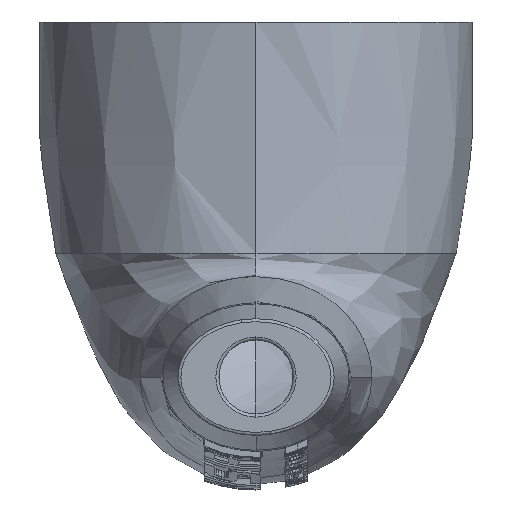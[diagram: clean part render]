
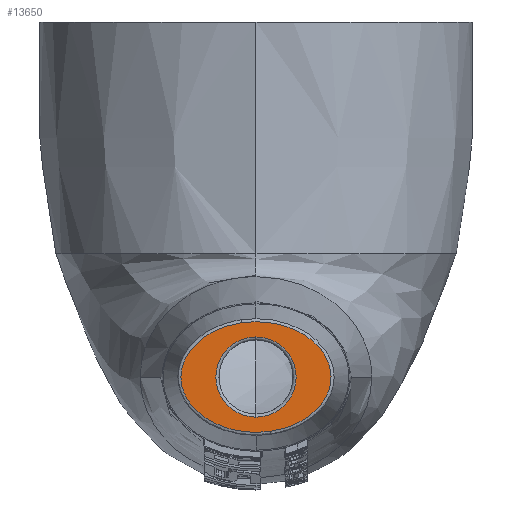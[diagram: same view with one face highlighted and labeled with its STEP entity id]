
A CAD part, front view. The second image highlights one B-rep face of the part: STEP entity #13650.
In plain terms, the highlighted planar face has unit normal (0, -1, 0).
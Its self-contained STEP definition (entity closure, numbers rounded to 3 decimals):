
#874 = CARTESIAN_POINT ( 'NONE',  ( 1.51, 0., -1.415 ) ) ;
#980 = CARTESIAN_POINT ( 'NONE',  ( 1.98, 0., 1.038 ) ) ;
#1313 = AXIS2_PLACEMENT_3D ( 'NONE', #16993, #7152, #24425 ) ;
#1346 = CARTESIAN_POINT ( 'NONE',  ( -1.005, 0., 1.643 ) ) ;
#1455 = CARTESIAN_POINT ( 'NONE',  ( -0.922, 0., -1.669 ) ) ;
#2959 = CIRCLE ( 'NONE', #22733, 1.3 ) ;
#3319 = CARTESIAN_POINT ( 'NONE',  ( 0., 0., 0. ) ) ;
#3344 = CARTESIAN_POINT ( 'NONE',  ( 2.043, 0., -0.97 ) ) ;
#3451 = CARTESIAN_POINT ( 'NONE',  ( 1.659, 0., 1.307 ) ) ;
#3812 = CARTESIAN_POINT ( 'NONE',  ( -1.745, 0., 1.262 ) ) ;
#3910 = CARTESIAN_POINT ( 'NONE',  ( -0.101, 0., -1.801 ) ) ;
#4706 = PLANE ( 'NONE',  #1313 ) ;
#5779 = DIRECTION ( 'NONE',  ( 0., 0., 1. ) ) ;
#5803 = CARTESIAN_POINT ( 'NONE',  ( 2.28, 0., -0.629 ) ) ;
#5900 = CARTESIAN_POINT ( 'NONE',  ( 1.3, 0., 1.513 ) ) ;
#6249 = CARTESIAN_POINT ( 'NONE',  ( -2.301, 0., 0.634 ) ) ;
#6360 = CARTESIAN_POINT ( 'NONE',  ( 0.456, 0., -1.759 ) ) ;
#7009 = AXIS2_PLACEMENT_3D ( 'NONE', #3319, #20561, #5779 ) ;
#7152 = DIRECTION ( 'NONE',  ( 0., 1., 0. ) ) ;
#7598 = VERTEX_POINT ( 'NONE', #14025 ) ;
#8264 = CARTESIAN_POINT ( 'NONE',  ( 2.417, 0., -0.233 ) ) ;
#8381 = CARTESIAN_POINT ( 'NONE',  ( 0.91, 0., 1.662 ) ) ;
#8741 = CARTESIAN_POINT ( 'NONE',  ( -2.435, 0., 0.093 ) ) ;
#9148 = VERTEX_POINT ( 'NONE', #19062 ) ;
#9487 = B_SPLINE_CURVE_WITH_KNOTS ( 'NONE', 3,
 ( #13122, #25444, #15616, #874, #18113, #3344, #20586, #5803, #23074, #8264, #25546, #10747, #28016, #13227, #30506, #15729, #980, #18216, #3451, #20704, #5900, #23173, #8381, #25658, #10844, #28129, #13344, #30608 ),
 .UNSPECIFIED., .F., .F.,
 ( 4, 2, 2, 2, 2, 2, 2, 2, 2, 2, 2, 2, 2, 4 ),
 ( 0., 0.001, 0.002, 0.003, 0.003, 0.003, 0.004, 0.004, 0.005, 0.005, 0.005, 0.006, 0.006, 0.007 ),
 .UNSPECIFIED. ) ;
#10093 = EDGE_CURVE ( 'NONE', #20116, #7598, #2959, .T. ) ;
#10747 = CARTESIAN_POINT ( 'NONE',  ( 2.425, 0., 0.185 ) ) ;
#10844 = CARTESIAN_POINT ( 'NONE',  ( 0.507, 0., 1.754 ) ) ;
#11210 = CARTESIAN_POINT ( 'NONE',  ( -2.398, 0., -0.321 ) ) ;
#11217 = CARTESIAN_POINT ( 'NONE',  ( 0., 0., -1.3 ) ) ;
#11664 = EDGE_CURVE ( 'NONE', #7598, #20116, #21071, .T. ) ;
#12616 = EDGE_CURVE ( 'NONE', #9148, #31067, #26749, .T. ) ;
#12632 = CARTESIAN_POINT ( 'NONE',  ( 0., 0., 0. ) ) ;
#13122 = CARTESIAN_POINT ( 'NONE',  ( 0.456, 0., -1.759 ) ) ;
#13227 = CARTESIAN_POINT ( 'NONE',  ( 2.303, 0., 0.585 ) ) ;
#13344 = CARTESIAN_POINT ( 'NONE',  ( -0.185, 0., 1.798 ) ) ;
#13591 = CARTESIAN_POINT ( 'NONE',  ( -0.733, 0., 1.719 ) ) ;
#13650 = ADVANCED_FACE ( 'NONE', ( #22944, #16385 ), #4706, .F. ) ;
#13711 = CARTESIAN_POINT ( 'NONE',  ( -2.084, 0., -0.944 ) ) ;
#14025 = CARTESIAN_POINT ( 'NONE',  ( 0., 0., 1.3 ) ) ;
#15117 = DIRECTION ( 'NONE',  ( 0., 0., 1. ) ) ;
#15616 = CARTESIAN_POINT ( 'NONE',  ( 1., 0., -1.645 ) ) ;
#15729 = CARTESIAN_POINT ( 'NONE',  ( 2.073, 0., 0.936 ) ) ;
#15785 = ORIENTED_EDGE ( 'NONE', *, *, #12616, .T. ) ;
#16081 = EDGE_LOOP ( 'NONE', ( #31277, #27796 ) ) ;
#16197 = CARTESIAN_POINT ( 'NONE',  ( -1.429, 0., -1.459 ) ) ;
#16385 = FACE_BOUND ( 'NONE', #16081, .T. ) ;
#16993 = CARTESIAN_POINT ( 'NONE',  ( 0., 0., 0. ) ) ;
#18113 = CARTESIAN_POINT ( 'NONE',  ( 1.744, 0., -1.264 ) ) ;
#18216 = CARTESIAN_POINT ( 'NONE',  ( 1.773, 0., 1.224 ) ) ;
#18582 = CARTESIAN_POINT ( 'NONE',  ( -1.507, 0., 1.416 ) ) ;
#18688 = CARTESIAN_POINT ( 'NONE',  ( -0.653, 0., -1.737 ) ) ;
#19062 = CARTESIAN_POINT ( 'NONE',  ( -0.459, 0., 1.759 ) ) ;
#20116 = VERTEX_POINT ( 'NONE', #11217 ) ;
#20561 = DIRECTION ( 'NONE',  ( 0., 1., 0. ) ) ;
#20586 = CARTESIAN_POINT ( 'NONE',  ( 2.132, 0., -0.863 ) ) ;
#20704 = CARTESIAN_POINT ( 'NONE',  ( 1.423, 0., 1.451 ) ) ;
#20735 = ORIENTED_EDGE ( 'NONE', *, *, #23130, .T. ) ;
#21058 = CARTESIAN_POINT ( 'NONE',  ( -2.14, 0., 0.875 ) ) ;
#21071 = CIRCLE ( 'NONE', #7009, 1.3 ) ;
#21173 = CARTESIAN_POINT ( 'NONE',  ( 0.18, 0., -1.798 ) ) ;
#22350 = CARTESIAN_POINT ( 'NONE',  ( 0.456, 0., -1.759 ) ) ;
#22733 = AXIS2_PLACEMENT_3D ( 'NONE', #12632, #29901, #15117 ) ;
#22944 = FACE_OUTER_BOUND ( 'NONE', #26830, .T. ) ;
#23074 = CARTESIAN_POINT ( 'NONE',  ( 2.34, 0., -0.5 ) ) ;
#23130 = EDGE_CURVE ( 'NONE', #31067, #9148, #9487, .T. ) ;
#23173 = CARTESIAN_POINT ( 'NONE',  ( 1.043, 0., 1.619 ) ) ;
#23540 = CARTESIAN_POINT ( 'NONE',  ( -2.417, 0., 0.233 ) ) ;
#24425 = DIRECTION ( 'NONE',  ( 0., 0., 1. ) ) ;
#25444 = CARTESIAN_POINT ( 'NONE',  ( 0.733, 0., -1.72 ) ) ;
#25546 = CARTESIAN_POINT ( 'NONE',  ( 2.435, 0., -0.092 ) ) ;
#25658 = CARTESIAN_POINT ( 'NONE',  ( 0.642, 0., 1.73 ) ) ;
#26027 = CARTESIAN_POINT ( 'NONE',  ( -2.425, 0., -0.185 ) ) ;
#26749 = B_SPLINE_CURVE_WITH_KNOTS ( 'NONE', 3,
 ( #30864, #13591, #1346, #18582, #3812, #21058, #6249, #23540, #8741, #26027, #11210, #28496, #13711, #30959, #16197, #1455, #18688, #3910, #21173, #6360 ),
 .UNSPECIFIED., .F., .F.,
 ( 4, 2, 2, 2, 2, 2, 2, 2, 2, 4 ),
 ( 0.007, 0.008, 0.009, 0.01, 0.01, 0.01, 0.011, 0.012, 0.013, 0.014 ),
 .UNSPECIFIED. ) ;
#26830 = EDGE_LOOP ( 'NONE', ( #20735, #15785 ) ) ;
#27796 = ORIENTED_EDGE ( 'NONE', *, *, #10093, .T. ) ;
#28016 = CARTESIAN_POINT ( 'NONE',  ( 2.398, 0., 0.324 ) ) ;
#28129 = CARTESIAN_POINT ( 'NONE',  ( 0.096, 0., 1.801 ) ) ;
#28496 = CARTESIAN_POINT ( 'NONE',  ( -2.256, 0., -0.714 ) ) ;
#29901 = DIRECTION ( 'NONE',  ( 0., 1., 0. ) ) ;
#30506 = CARTESIAN_POINT ( 'NONE',  ( 2.236, 0., 0.709 ) ) ;
#30608 = CARTESIAN_POINT ( 'NONE',  ( -0.459, 0., 1.759 ) ) ;
#30864 = CARTESIAN_POINT ( 'NONE',  ( -0.459, 0., 1.759 ) ) ;
#30959 = CARTESIAN_POINT ( 'NONE',  ( -1.673, 0., -1.314 ) ) ;
#31067 = VERTEX_POINT ( 'NONE', #22350 ) ;
#31277 = ORIENTED_EDGE ( 'NONE', *, *, #11664, .T. ) ;
